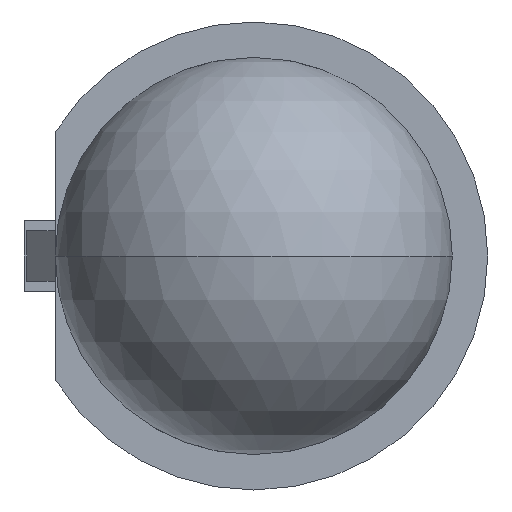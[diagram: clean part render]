
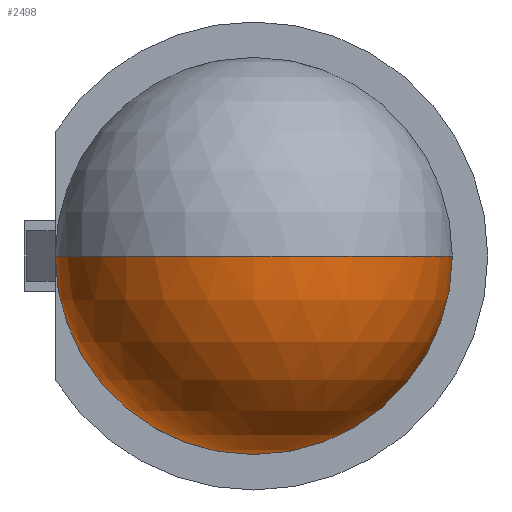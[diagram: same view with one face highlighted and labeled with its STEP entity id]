
A CAD part, left-side view. The second image highlights one B-rep face of the part: STEP entity #2498.
In plain terms, the highlighted spherical face has radius 2.5 mm.
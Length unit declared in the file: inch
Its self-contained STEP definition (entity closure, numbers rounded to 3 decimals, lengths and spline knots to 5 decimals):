
#221 = CARTESIAN_POINT ( 'NONE',  ( -0.24057, 0., 0. ) ) ;
#313 = EDGE_CURVE ( 'NONE', #698, #598, #2687, .T. ) ;
#384 = CARTESIAN_POINT ( 'NONE',  ( -0.24057, 0., 0. ) ) ;
#445 = CIRCLE ( 'NONE', #2978, 0.09843 ) ;
#466 = DIRECTION ( 'NONE',  ( 0., 0., 1. ) ) ;
#598 = VERTEX_POINT ( 'NONE', #2386 ) ;
#698 = VERTEX_POINT ( 'NONE', #743 ) ;
#743 = CARTESIAN_POINT ( 'NONE',  ( -0.24057, -0.09843, 0. ) ) ;
#896 = DIRECTION ( 'NONE',  ( 0., 1., 0. ) ) ;
#1127 = CARTESIAN_POINT ( 'NONE',  ( -0.24057, 0., 0. ) ) ;
#1162 = AXIS2_PLACEMENT_3D ( 'NONE', #221, #1850, #466 ) ;
#1230 = DIRECTION ( 'NONE',  ( 0., 1., 0. ) ) ;
#1318 = AXIS2_PLACEMENT_3D ( 'NONE', #2494, #2284, #896 ) ;
#1319 = DIRECTION ( 'NONE',  ( 0., 0., 1. ) ) ;
#1356 = DIRECTION ( 'NONE',  ( 1., 0., 0. ) ) ;
#1575 = CIRCLE ( 'NONE', #2951, 0.09843 ) ;
#1696 = ORIENTED_EDGE ( 'NONE', *, *, #2652, .T. ) ;
#1714 = ORIENTED_EDGE ( 'NONE', *, *, #1783, .T. ) ;
#1748 = DIRECTION ( 'NONE',  ( 0., 0., -1. ) ) ;
#1783 = EDGE_CURVE ( 'NONE', #2033, #2339, #445, .T. ) ;
#1819 = CARTESIAN_POINT ( 'NONE',  ( -0.24057, 0.09843, 0. ) ) ;
#1850 = DIRECTION ( 'NONE',  ( -1., 0., 0. ) ) ;
#1905 = ORIENTED_EDGE ( 'NONE', *, *, #313, .T. ) ;
#1999 = DIRECTION ( 'NONE',  ( -1., 0., 0. ) ) ;
#2033 = VERTEX_POINT ( 'NONE', #1819 ) ;
#2040 = EDGE_CURVE ( 'NONE', #2033, #598, #1575, .T. ) ;
#2284 = DIRECTION ( 'NONE',  ( 0., 0., -1. ) ) ;
#2319 = SPHERICAL_SURFACE ( 'NONE', #1318, 0.09843 ) ;
#2339 = VERTEX_POINT ( 'NONE', #2560 ) ;
#2386 = CARTESIAN_POINT ( 'NONE',  ( -0.339, 0., 0. ) ) ;
#2419 = AXIS2_PLACEMENT_3D ( 'NONE', #2629, #1748, #1230 ) ;
#2494 = CARTESIAN_POINT ( 'NONE',  ( -0.24057, 0., 0. ) ) ;
#2498 = ADVANCED_FACE ( 'NONE', ( #2531 ), #2319, .T. ) ;
#2531 = FACE_OUTER_BOUND ( 'NONE', #2758, .T. ) ;
#2542 = ORIENTED_EDGE ( 'NONE', *, *, #2040, .F. ) ;
#2560 = CARTESIAN_POINT ( 'NONE',  ( -0.24057, 0., -0.09843 ) ) ;
#2629 = CARTESIAN_POINT ( 'NONE',  ( -0.24057, 0., 0. ) ) ;
#2652 = EDGE_CURVE ( 'NONE', #2339, #698, #2724, .T. ) ;
#2687 = CIRCLE ( 'NONE', #2419, 0.09843 ) ;
#2724 = CIRCLE ( 'NONE', #1162, 0.09843 ) ;
#2741 = DIRECTION ( 'NONE',  ( 0., 0., 1. ) ) ;
#2758 = EDGE_LOOP ( 'NONE', ( #1696, #1905, #2542, #1714 ) ) ;
#2951 = AXIS2_PLACEMENT_3D ( 'NONE', #1127, #2741, #1356 ) ;
#2978 = AXIS2_PLACEMENT_3D ( 'NONE', #384, #1999, #1319 ) ;
